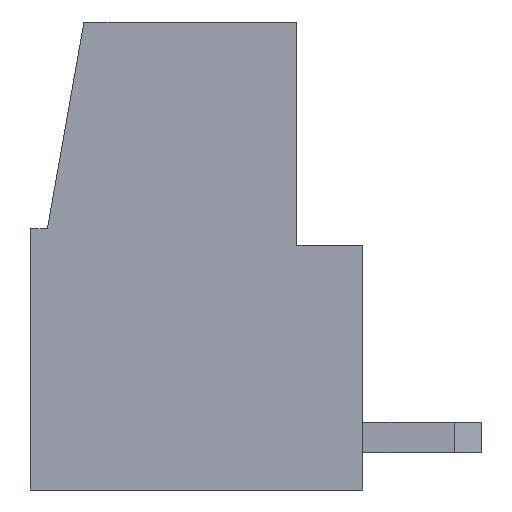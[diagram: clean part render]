
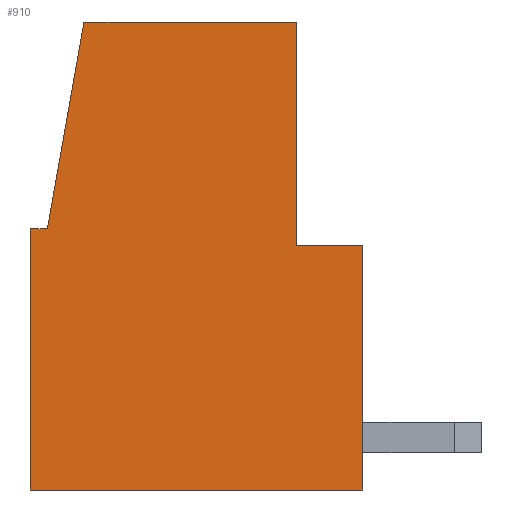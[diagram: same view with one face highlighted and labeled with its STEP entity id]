
A CAD part, left-side view. The second image highlights one B-rep face of the part: STEP entity #910.
In plain terms, the highlighted planar face has unit normal (-1, 0, 0).
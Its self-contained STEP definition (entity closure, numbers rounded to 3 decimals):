
#910 = ADVANCED_FACE( 'F0', ( #1894 ), #1895, .T. );
#1894 = FACE_OUTER_BOUND( '', #2972, .T. );
#1895 = PLANE( '', #2973 );
#2972 = EDGE_LOOP( '', ( #5420, #5421, #5422, #5423, #5424, #5425, #5426, #5427 ) );
#2973 = AXIS2_PLACEMENT_3D( '', #5428, #5429, #5430 );
#5420 = ORIENTED_EDGE( '', *, *, #6673, .T. );
#5421 = ORIENTED_EDGE( '', *, *, #7445, .T. );
#5422 = ORIENTED_EDGE( '', *, *, #6488, .T. );
#5423 = ORIENTED_EDGE( '', *, *, #7446, .T. );
#5424 = ORIENTED_EDGE( '', *, *, #6863, .T. );
#5425 = ORIENTED_EDGE( '', *, *, #7053, .T. );
#5426 = ORIENTED_EDGE( '', *, *, #7161, .T. );
#5427 = ORIENTED_EDGE( '', *, *, #7447, .T. );
#5428 = CARTESIAN_POINT( '', ( -2.5, 0., 0. ) );
#5429 = DIRECTION( '', ( -1., 0., 0. ) );
#5430 = DIRECTION( '', ( 0., 1., 0. ) );
#6488 = EDGE_CURVE( '', #7757, #7755, #7758, .T. );
#6673 = EDGE_CURVE( '', #8092, #8090, #8093, .T. );
#6863 = EDGE_CURVE( '', #8407, #8405, #8408, .T. );
#7053 = EDGE_CURVE( '', #8405, #8691, #8692, .T. );
#7161 = EDGE_CURVE( '', #8691, #8849, #8851, .T. );
#7445 = EDGE_CURVE( '', #8090, #7757, #9221, .T. );
#7446 = EDGE_CURVE( '', #7755, #8407, #9222, .T. );
#7447 = EDGE_CURVE( '', #8849, #8092, #9223, .T. );
#7755 = VERTEX_POINT( '', #9597 );
#7757 = VERTEX_POINT( '', #9600 );
#7758 = LINE( '', #9601, #9602 );
#8090 = VERTEX_POINT( '', #10080 );
#8092 = VERTEX_POINT( '', #10083 );
#8093 = LINE( '', #10084, #10085 );
#8405 = VERTEX_POINT( '', #10538 );
#8407 = VERTEX_POINT( '', #10541 );
#8408 = LINE( '', #10542, #10543 );
#8691 = VERTEX_POINT( '', #10955 );
#8692 = LINE( '', #10956, #10957 );
#8849 = VERTEX_POINT( '', #11190 );
#8851 = LINE( '', #11193, #11194 );
#9221 = LINE( '', #11749, #11750 );
#9222 = LINE( '', #11751, #11752 );
#9223 = LINE( '', #11753, #11754 );
#9597 = CARTESIAN_POINT( '', ( -2.5, 0., 0. ) );
#9600 = CARTESIAN_POINT( '', ( -2.5, 0., 7.7 ) );
#9601 = CARTESIAN_POINT( '', ( -2.5, 0., -3.05 ) );
#9602 = VECTOR( '', #12115, 1000. );
#10080 = CARTESIAN_POINT( '', ( -2.5, -0.5, 7.7 ) );
#10083 = CARTESIAN_POINT( '', ( -2.5, -1.576, 13.8 ) );
#10084 = CARTESIAN_POINT( '', ( -2.5, 1.396, -3.05 ) );
#10085 = VECTOR( '', #12281, 1000. );
#10538 = CARTESIAN_POINT( '', ( -2.5, -9.8, 7.2 ) );
#10541 = CARTESIAN_POINT( '', ( -2.5, -9.8, 0. ) );
#10542 = CARTESIAN_POINT( '', ( -2.5, -9.8, -3.05 ) );
#10543 = VECTOR( '', #12448, 1000. );
#10955 = CARTESIAN_POINT( '', ( -2.5, -7.85, 7.2 ) );
#10956 = CARTESIAN_POINT( '', ( -2.5, -21.3, 7.2 ) );
#10957 = VECTOR( '', #12611, 1000. );
#11190 = CARTESIAN_POINT( '', ( -2.5, -7.85, 13.8 ) );
#11193 = CARTESIAN_POINT( '', ( -2.5, -7.85, -3.05 ) );
#11194 = VECTOR( '', #12698, 1000. );
#11749 = CARTESIAN_POINT( '', ( -2.5, -21.3, 7.7 ) );
#11750 = VECTOR( '', #12929, 1000. );
#11751 = CARTESIAN_POINT( '', ( -2.5, 0., 0. ) );
#11752 = VECTOR( '', #12930, 1000. );
#11753 = CARTESIAN_POINT( '', ( -2.5, 0., 13.8 ) );
#11754 = VECTOR( '', #12931, 1000. );
#12115 = DIRECTION( '', ( 0., 0., -1. ) );
#12281 = DIRECTION( '', ( 0., 0.174, -0.985 ) );
#12448 = DIRECTION( '', ( 0., 0., 1. ) );
#12611 = DIRECTION( '', ( 0., 1., 0. ) );
#12698 = DIRECTION( '', ( 0., 0., 1. ) );
#12929 = DIRECTION( '', ( 0., 1., 0. ) );
#12930 = DIRECTION( '', ( 0., -1., 0. ) );
#12931 = DIRECTION( '', ( 0., 1., 0. ) );
